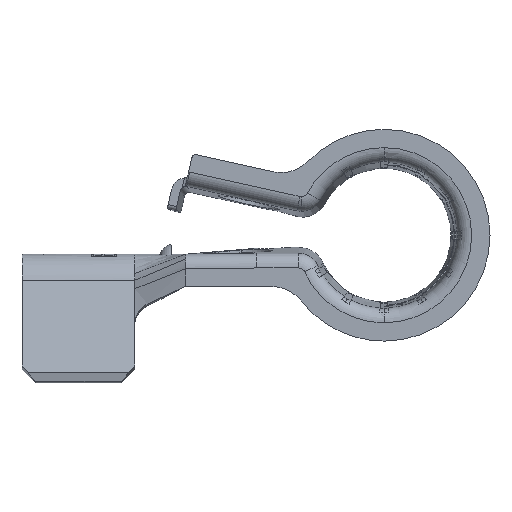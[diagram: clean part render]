
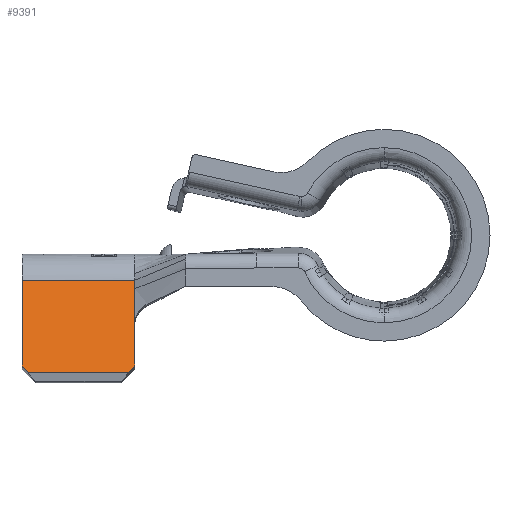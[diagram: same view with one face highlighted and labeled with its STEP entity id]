
A CAD part, front view. The second image highlights one B-rep face of the part: STEP entity #9391.
In plain terms, the highlighted planar face has unit normal (0, -0.951, 0.31).
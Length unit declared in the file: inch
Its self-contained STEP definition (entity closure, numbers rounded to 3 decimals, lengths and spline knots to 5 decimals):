
#184 = VERTEX_POINT ( 'NONE', #9496 ) ;
#250 = VERTEX_POINT ( 'NONE', #6380 ) ;
#735 = VECTOR ( 'NONE', #823, 39.37008 ) ;
#823 = DIRECTION ( 'NONE',  ( 0., -0.31, -0.951 ) ) ;
#867 = DIRECTION ( 'NONE',  ( -1., 0., 0. ) ) ;
#905 = CARTESIAN_POINT ( 'NONE',  ( -1.86, -0.4704, -0.23208 ) ) ;
#1078 = ORIENTED_EDGE ( 'NONE', *, *, #3869, .F. ) ;
#1341 = LINE ( 'NONE', #4263, #6645 ) ;
#1525 = EDGE_LOOP ( 'NONE', ( #8161, #8337, #1078, #13257, #8042, #5087, #9227, #7442 ) ) ;
#1546 = VERTEX_POINT ( 'NONE', #11610 ) ;
#1965 = DIRECTION ( 'NONE',  ( 0., -0.31, -0.951 ) ) ;
#2251 = DIRECTION ( 'NONE',  ( 0., 0.951, -0.31 ) ) ;
#2315 = VECTOR ( 'NONE', #5183, 39.37008 ) ;
#2909 = LINE ( 'NONE', #10474, #13606 ) ;
#3126 = VECTOR ( 'NONE', #8927, 39.37008 ) ;
#3246 = FACE_OUTER_BOUND ( 'NONE', #1525, .T. ) ;
#3382 = VERTEX_POINT ( 'NONE', #7642 ) ;
#3594 = VERTEX_POINT ( 'NONE', #10314 ) ;
#3869 = EDGE_CURVE ( 'NONE', #13425, #250, #2909, .T. ) ;
#4126 = CARTESIAN_POINT ( 'NONE',  ( -1.28, -0.61539, -0.677 ) ) ;
#4263 = CARTESIAN_POINT ( 'NONE',  ( -1.79, -0.63707, -0.74356 ) ) ;
#4364 = EDGE_CURVE ( 'NONE', #1546, #13425, #6388, .T. ) ;
#4479 = DIRECTION ( 'NONE',  ( 0., -0.31, -0.951 ) ) ;
#4680 = CARTESIAN_POINT ( 'NONE',  ( -1.86, -0.61539, -0.677 ) ) ;
#5087 = ORIENTED_EDGE ( 'NONE', *, *, #6813, .T. ) ;
#5147 = DIRECTION ( 'NONE',  ( 0., -0.31, -0.951 ) ) ;
#5183 = DIRECTION ( 'NONE',  ( 0.707, 0.219, 0.672 ) ) ;
#5283 = LINE ( 'NONE', #7850, #3126 ) ;
#5425 = CARTESIAN_POINT ( 'NONE',  ( -1.28, -0.4704, -0.23208 ) ) ;
#5688 = VERTEX_POINT ( 'NONE', #8547 ) ;
#5842 = LINE ( 'NONE', #12999, #11192 ) ;
#5980 = LINE ( 'NONE', #6206, #11679 ) ;
#6101 = EDGE_CURVE ( 'NONE', #3382, #250, #13692, .T. ) ;
#6143 = CARTESIAN_POINT ( 'NONE',  ( -1.28, -0.54122, -0.4494 ) ) ;
#6190 = EDGE_CURVE ( 'NONE', #10722, #5688, #1341, .T. ) ;
#6206 = CARTESIAN_POINT ( 'NONE',  ( -1.28, -0.4704, -0.23208 ) ) ;
#6380 = CARTESIAN_POINT ( 'NONE',  ( -1.28, -0.61539, -0.677 ) ) ;
#6388 = LINE ( 'NONE', #9329, #735 ) ;
#6645 = VECTOR ( 'NONE', #7451, 39.37008 ) ;
#6813 = EDGE_CURVE ( 'NONE', #3594, #184, #5980, .T. ) ;
#7442 = ORIENTED_EDGE ( 'NONE', *, *, #6190, .T. ) ;
#7451 = DIRECTION ( 'NONE',  ( 0.707, -0.219, -0.672 ) ) ;
#7642 = CARTESIAN_POINT ( 'NONE',  ( -1.31103, -0.625, -0.7065 ) ) ;
#7850 = CARTESIAN_POINT ( 'NONE',  ( -1.28, -0.625, -0.7065 ) ) ;
#7996 = EDGE_CURVE ( 'NONE', #3382, #5688, #5283, .T. ) ;
#8042 = ORIENTED_EDGE ( 'NONE', *, *, #12661, .F. ) ;
#8161 = ORIENTED_EDGE ( 'NONE', *, *, #7996, .F. ) ;
#8337 = ORIENTED_EDGE ( 'NONE', *, *, #6101, .T. ) ;
#8473 = VECTOR ( 'NONE', #1965, 39.37008 ) ;
#8547 = CARTESIAN_POINT ( 'NONE',  ( -1.82897, -0.625, -0.7065 ) ) ;
#8927 = DIRECTION ( 'NONE',  ( -1., 0., 0. ) ) ;
#9227 = ORIENTED_EDGE ( 'NONE', *, *, #13466, .T. ) ;
#9329 = CARTESIAN_POINT ( 'NONE',  ( -1.28, -0.48428, -0.27468 ) ) ;
#9391 = ADVANCED_FACE ( 'NONE', ( #3246 ), #9648, .F. ) ;
#9496 = CARTESIAN_POINT ( 'NONE',  ( -1.86, -0.4704, -0.23208 ) ) ;
#9648 = PLANE ( 'NONE',  #10301 ) ;
#9693 = DIRECTION ( 'NONE',  ( 0., 0.31, 0.951 ) ) ;
#10301 = AXIS2_PLACEMENT_3D ( 'NONE', #5425, #2251, #9693 ) ;
#10314 = CARTESIAN_POINT ( 'NONE',  ( -1.28, -0.4704, -0.23208 ) ) ;
#10474 = CARTESIAN_POINT ( 'NONE',  ( -1.28, -0.4704, -0.23208 ) ) ;
#10722 = VERTEX_POINT ( 'NONE', #4680 ) ;
#11192 = VECTOR ( 'NONE', #4479, 39.37008 ) ;
#11342 = LINE ( 'NONE', #905, #8473 ) ;
#11610 = CARTESIAN_POINT ( 'NONE',  ( -1.28, -0.48428, -0.27468 ) ) ;
#11679 = VECTOR ( 'NONE', #867, 39.37008 ) ;
#12661 = EDGE_CURVE ( 'NONE', #3594, #1546, #5842, .T. ) ;
#12999 = CARTESIAN_POINT ( 'NONE',  ( -1.28, -0.4704, -0.23208 ) ) ;
#13257 = ORIENTED_EDGE ( 'NONE', *, *, #4364, .F. ) ;
#13425 = VERTEX_POINT ( 'NONE', #6143 ) ;
#13466 = EDGE_CURVE ( 'NONE', #184, #10722, #11342, .T. ) ;
#13606 = VECTOR ( 'NONE', #5147, 39.37008 ) ;
#13692 = LINE ( 'NONE', #4126, #2315 ) ;
